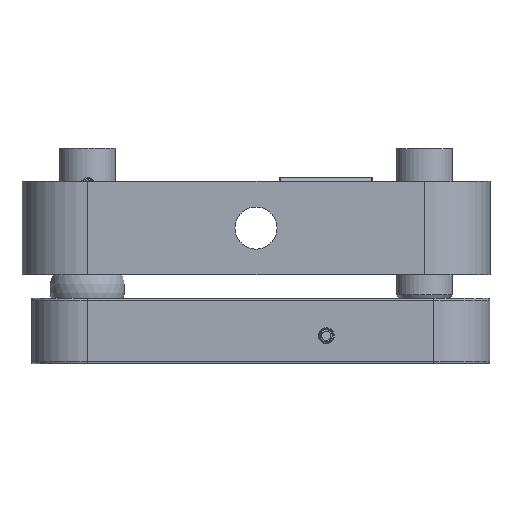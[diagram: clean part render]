
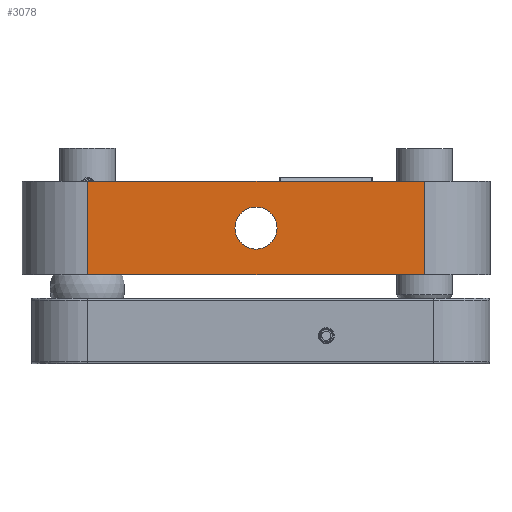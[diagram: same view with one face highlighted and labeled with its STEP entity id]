
A CAD part, left-side view. The second image highlights one B-rep face of the part: STEP entity #3078.
In plain terms, the highlighted planar face has unit normal (-1, 0, 0).
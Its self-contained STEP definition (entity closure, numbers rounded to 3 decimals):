
#38 = VECTOR ( 'NONE', #1137, 1000. ) ;
#184 = DIRECTION ( 'NONE',  ( 1., 0., 0. ) ) ;
#231 = DIRECTION ( 'NONE',  ( 0., -1., 0. ) ) ;
#309 = LINE ( 'NONE', #3280, #4237 ) ;
#324 = CIRCLE ( 'NONE', #3348, 2.25 ) ;
#531 = ORIENTED_EDGE ( 'NONE', *, *, #3305, .F. ) ;
#580 = VERTEX_POINT ( 'NONE', #4785 ) ;
#660 = CARTESIAN_POINT ( 'NONE',  ( -0.268, 52.657, 31.482 ) ) ;
#763 = CARTESIAN_POINT ( 'NONE',  ( -0.268, 52.657, 31.482 ) ) ;
#829 = CARTESIAN_POINT ( 'NONE',  ( -0.268, 52.657, 31.482 ) ) ;
#946 = PLANE ( 'NONE',  #3839 ) ;
#1074 = VECTOR ( 'NONE', #3840, 1000. ) ;
#1090 = CARTESIAN_POINT ( 'NONE',  ( -0.268, 52.657, 41.482 ) ) ;
#1137 = DIRECTION ( 'NONE',  ( 0., 0., 1. ) ) ;
#1205 = DIRECTION ( 'NONE',  ( 1., 0., 0. ) ) ;
#1373 = VECTOR ( 'NONE', #2553, 1000. ) ;
#1597 = EDGE_CURVE ( 'NONE', #3185, #2911, #309, .T. ) ;
#1833 = CARTESIAN_POINT ( 'NONE',  ( -0.268, 16.657, 41.482 ) ) ;
#2175 = EDGE_LOOP ( 'NONE', ( #4715, #531, #5288, #3831 ) ) ;
#2178 = CARTESIAN_POINT ( 'NONE',  ( -0.268, 52.657, 31.482 ) ) ;
#2473 = LINE ( 'NONE', #5305, #1074 ) ;
#2553 = DIRECTION ( 'NONE',  ( 0., 1., 0. ) ) ;
#2686 = EDGE_CURVE ( 'NONE', #580, #3185, #2473, .T. ) ;
#2911 = VERTEX_POINT ( 'NONE', #1090 ) ;
#3078 = ADVANCED_FACE ( 'NONE', ( #4619, #4642 ), #946, .F. ) ;
#3183 = EDGE_LOOP ( 'NONE', ( #4863 ) ) ;
#3185 = VERTEX_POINT ( 'NONE', #1833 ) ;
#3280 = CARTESIAN_POINT ( 'NONE',  ( -0.268, 52.657, 41.482 ) ) ;
#3289 = LINE ( 'NONE', #829, #38 ) ;
#3305 = EDGE_CURVE ( 'NONE', #5004, #2911, #3289, .T. ) ;
#3348 = AXIS2_PLACEMENT_3D ( 'NONE', #4901, #1205, #3684 ) ;
#3684 = DIRECTION ( 'NONE',  ( 0., 0., 1. ) ) ;
#3767 = EDGE_CURVE ( 'NONE', #5203, #5203, #324, .T. ) ;
#3831 = ORIENTED_EDGE ( 'NONE', *, *, #2686, .T. ) ;
#3839 = AXIS2_PLACEMENT_3D ( 'NONE', #660, #184, #231 ) ;
#3840 = DIRECTION ( 'NONE',  ( 0., 0., 1. ) ) ;
#4230 = LINE ( 'NONE', #2178, #1373 ) ;
#4237 = VECTOR ( 'NONE', #4883, 1000. ) ;
#4619 = FACE_BOUND ( 'NONE', #3183, .T. ) ;
#4642 = FACE_OUTER_BOUND ( 'NONE', #2175, .T. ) ;
#4715 = ORIENTED_EDGE ( 'NONE', *, *, #1597, .T. ) ;
#4785 = CARTESIAN_POINT ( 'NONE',  ( -0.268, 16.657, 31.482 ) ) ;
#4820 = CARTESIAN_POINT ( 'NONE',  ( -0.268, 34.657, 38.732 ) ) ;
#4863 = ORIENTED_EDGE ( 'NONE', *, *, #3767, .T. ) ;
#4883 = DIRECTION ( 'NONE',  ( 0., 1., 0. ) ) ;
#4901 = CARTESIAN_POINT ( 'NONE',  ( -0.268, 34.657, 36.482 ) ) ;
#5004 = VERTEX_POINT ( 'NONE', #763 ) ;
#5093 = EDGE_CURVE ( 'NONE', #580, #5004, #4230, .T. ) ;
#5203 = VERTEX_POINT ( 'NONE', #4820 ) ;
#5288 = ORIENTED_EDGE ( 'NONE', *, *, #5093, .F. ) ;
#5305 = CARTESIAN_POINT ( 'NONE',  ( -0.268, 16.657, 31.482 ) ) ;
